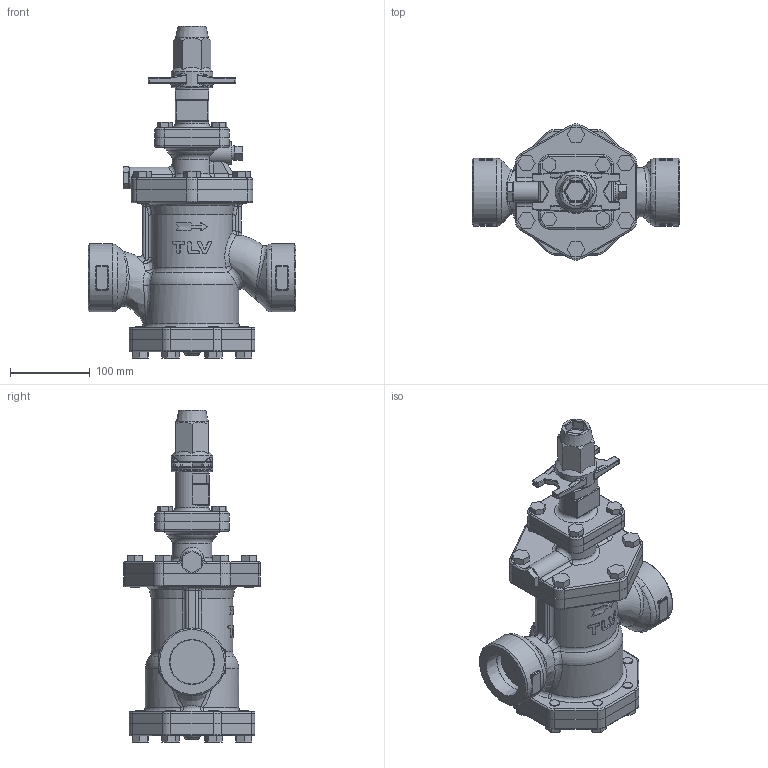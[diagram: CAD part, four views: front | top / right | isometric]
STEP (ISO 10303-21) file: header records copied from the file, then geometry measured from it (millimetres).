
FILE_DESCRIPTION(/* description */ (''),/* implementation_level */ '2;1');
FILE_NAME(/* name */ 'csr16-050-screw-00.stp',/* time_stamp */ '2018-01-31T09:45:52+09:00',/* author */ ('nakaot'),/* organization */ (''),/* preprocessor_version */ 'ST-DEVELOPER v15.6',/* originating_system */ 'Autodesk Inventor 2015',/* authorisation */ '');
FILE_SCHEMA (('CONFIG_CONTROL_DESIGN'));
Length unit declared in the file: millimetre
Products named in the file (1): csr16-050-screw-00
Bounding box: 260 x 171.16 x 415.1 mm (x, y, z)
Volume: 3855040.9 mm3; surface area: 331709.6 mm2
Topology: 1 solids, 1 shells, 868 faces, 2081 edges, 1238 vertices
Faces by surface type: plane 301, cylinder 261, bspline 203, torus 70, cone 17, sphere 16
Full cylindrical faces by diameter (mm): 12 x14, 20 x1, 27 x1, 28 x1, 42 x1, 46.935 x1, 52 x1, 55.169 x2, 80.898 x1, 85 x2, 95.489 x1
Entity records: 30914 total; most frequent: CARTESIAN_POINT 12105, ORIENTED_EDGE 3982, DIRECTION 3684, EDGE_CURVE 1991, AXIS2_PLACEMENT_3D 1396, VERTEX_POINT 1227, EDGE_LOOP 968, LINE 892
